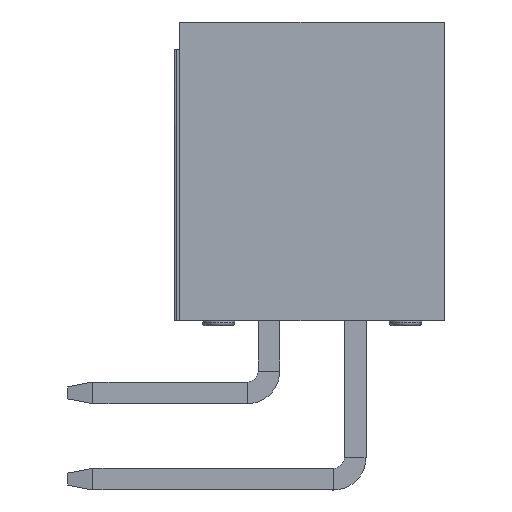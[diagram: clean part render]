
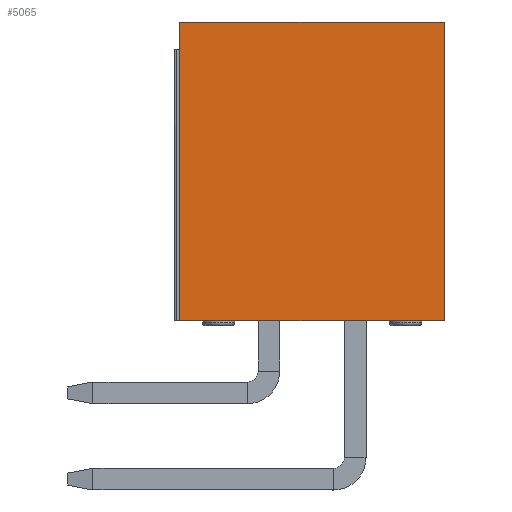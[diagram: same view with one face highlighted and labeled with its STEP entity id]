
A CAD part, left-side view. The second image highlights one B-rep face of the part: STEP entity #5065.
In plain terms, the highlighted planar face has unit normal (-1, 0, 0).
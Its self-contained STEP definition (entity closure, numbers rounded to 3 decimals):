
#4194=CARTESIAN_POINT('',(-14.28,-3.9,-2.4));
#4195=VERTEX_POINT('',#4194);
#4202=CARTESIAN_POINT('',(-14.28,3.9,-2.4));
#4203=VERTEX_POINT('',#4202);
#4204=CARTESIAN_POINT('',(-14.28,-3.9,-2.4));
#4205=DIRECTION('',(0.,1.,0.));
#4206=VECTOR('',#4205,7.8);
#4207=LINE('',#4204,#4206);
#4208=EDGE_CURVE('',#4195,#4203,#4207,.T.);
#4869=CARTESIAN_POINT('',(-14.28,-3.9,6.4));
#4870=VERTEX_POINT('',#4869);
#4877=CARTESIAN_POINT('',(-14.28,-3.9,6.4));
#4878=DIRECTION('',(0.,0.,-1.));
#4879=VECTOR('',#4878,8.8);
#4880=LINE('',#4877,#4879);
#4881=EDGE_CURVE('',#4870,#4195,#4880,.T.);
#4967=CARTESIAN_POINT('',(-14.28,3.9,6.4));
#4968=VERTEX_POINT('',#4967);
#4969=CARTESIAN_POINT('',(-14.28,3.9,-2.4));
#4970=DIRECTION('',(0.,0.,1.));
#4971=VECTOR('',#4970,8.8);
#4972=LINE('',#4969,#4971);
#4973=EDGE_CURVE('',#4203,#4968,#4972,.T.);
#5049=CARTESIAN_POINT('',(-14.28,0.,2.));
#5050=DIRECTION('',(0.,-1.,0.));
#5051=DIRECTION('',(-1.,0.,0.));
#5052=AXIS2_PLACEMENT_3D('',#5049,#5051,#5050);
#5053=PLANE('',#5052);
#5054=CARTESIAN_POINT('',(-14.28,-3.9,6.4));
#5055=DIRECTION('',(0.,1.,0.));
#5056=VECTOR('',#5055,7.8);
#5057=LINE('',#5054,#5056);
#5058=EDGE_CURVE('',#4870,#4968,#5057,.T.);
#5059=ORIENTED_EDGE('',*,*,#5058,.T.);
#5060=ORIENTED_EDGE('',*,*,#4973,.F.);
#5061=ORIENTED_EDGE('',*,*,#4208,.F.);
#5062=ORIENTED_EDGE('',*,*,#4881,.F.);
#5063=EDGE_LOOP('',(#5059,#5060,#5061,#5062));
#5064=FACE_OUTER_BOUND('',#5063,.T.);
#5065=ADVANCED_FACE('',(#5064),#5053,.T.);
